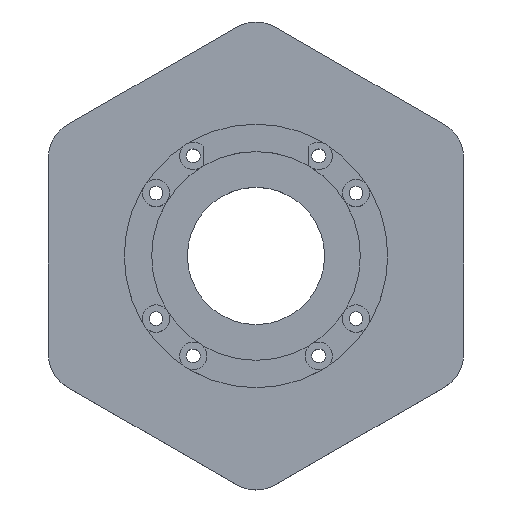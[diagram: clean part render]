
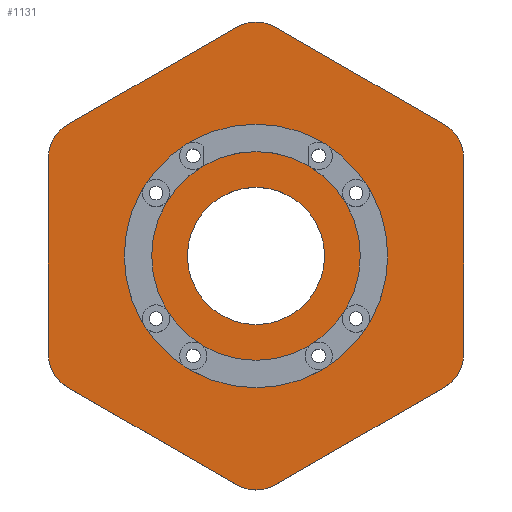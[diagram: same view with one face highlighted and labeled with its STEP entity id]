
A CAD part, top view. The second image highlights one B-rep face of the part: STEP entity #1131.
In plain terms, the highlighted planar face has unit normal (0, 0, 1).
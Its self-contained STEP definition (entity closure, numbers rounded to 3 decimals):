
#56=FACE_BOUND('',#228,.T.);
#57=FACE_BOUND('',#229,.T.);
#58=FACE_BOUND('',#230,.T.);
#59=FACE_BOUND('',#231,.T.);
#60=FACE_BOUND('',#232,.T.);
#61=FACE_BOUND('',#233,.T.);
#62=FACE_BOUND('',#234,.T.);
#63=FACE_BOUND('',#235,.T.);
#64=FACE_BOUND('',#236,.T.);
#106=PLANE('',#1265);
#149=FACE_OUTER_BOUND('',#227,.T.);
#227=EDGE_LOOP('',(#879,#880,#881,#882,#883,#884,#885,#886,#887,#888,#889,
#890));
#228=EDGE_LOOP('',(#891));
#229=EDGE_LOOP('',(#892));
#230=EDGE_LOOP('',(#893));
#231=EDGE_LOOP('',(#894));
#232=EDGE_LOOP('',(#895));
#233=EDGE_LOOP('',(#896));
#234=EDGE_LOOP('',(#897));
#235=EDGE_LOOP('',(#898));
#236=EDGE_LOOP('',(#899));
#321=LINE('',#1763,#386);
#330=LINE('',#1811,#395);
#332=LINE('',#1817,#397);
#335=LINE('',#1825,#400);
#338=LINE('',#1833,#403);
#349=LINE('',#1875,#414);
#386=VECTOR('',#1384,10.);
#395=VECTOR('',#1429,10.);
#397=VECTOR('',#1437,10.);
#400=VECTOR('',#1446,10.);
#403=VECTOR('',#1455,10.);
#414=VECTOR('',#1508,10.);
#447=CIRCLE('',#1214,10.);
#463=CIRCLE('',#1233,10.);
#464=CIRCLE('',#1236,10.);
#465=CIRCLE('',#1239,10.);
#466=CIRCLE('',#1242,10.);
#467=CIRCLE('',#1245,10.);
#468=CIRCLE('',#1247,3.5);
#469=CIRCLE('',#1249,3.5);
#470=CIRCLE('',#1251,3.5);
#471=CIRCLE('',#1253,3.5);
#472=CIRCLE('',#1255,3.5);
#473=CIRCLE('',#1257,3.5);
#474=CIRCLE('',#1259,3.5);
#475=CIRCLE('',#1261,3.5);
#476=CIRCLE('',#1263,17.5);
#529=VERTEX_POINT('',#1750);
#530=VERTEX_POINT('',#1751);
#534=VERTEX_POINT('',#1761);
#553=VERTEX_POINT('',#1803);
#554=VERTEX_POINT('',#1804);
#555=VERTEX_POINT('',#1809);
#556=VERTEX_POINT('',#1813);
#557=VERTEX_POINT('',#1819);
#558=VERTEX_POINT('',#1823);
#559=VERTEX_POINT('',#1827);
#560=VERTEX_POINT('',#1831);
#561=VERTEX_POINT('',#1835);
#562=VERTEX_POINT('',#1839);
#563=VERTEX_POINT('',#1843);
#564=VERTEX_POINT('',#1847);
#565=VERTEX_POINT('',#1851);
#566=VERTEX_POINT('',#1855);
#567=VERTEX_POINT('',#1859);
#568=VERTEX_POINT('',#1863);
#569=VERTEX_POINT('',#1867);
#570=VERTEX_POINT('',#1871);
#627=EDGE_CURVE('',#529,#530,#447,.T.);
#633=EDGE_CURVE('',#529,#534,#321,.T.);
#653=EDGE_CURVE('',#553,#554,#463,.T.);
#657=EDGE_CURVE('',#553,#555,#330,.T.);
#658=EDGE_CURVE('',#556,#555,#464,.T.);
#660=EDGE_CURVE('',#556,#530,#332,.T.);
#661=EDGE_CURVE('',#557,#534,#465,.T.);
#664=EDGE_CURVE('',#557,#558,#335,.T.);
#665=EDGE_CURVE('',#559,#558,#466,.T.);
#668=EDGE_CURVE('',#559,#560,#338,.T.);
#669=EDGE_CURVE('',#561,#560,#467,.T.);
#672=EDGE_CURVE('',#562,#562,#468,.T.);
#674=EDGE_CURVE('',#563,#563,#469,.T.);
#676=EDGE_CURVE('',#564,#564,#470,.T.);
#678=EDGE_CURVE('',#565,#565,#471,.T.);
#680=EDGE_CURVE('',#566,#566,#472,.T.);
#682=EDGE_CURVE('',#567,#567,#473,.T.);
#684=EDGE_CURVE('',#568,#568,#474,.T.);
#686=EDGE_CURVE('',#569,#569,#475,.T.);
#687=EDGE_CURVE('',#570,#570,#476,.T.);
#689=EDGE_CURVE('',#561,#554,#349,.T.);
#879=ORIENTED_EDGE('',*,*,#627,.F.);
#880=ORIENTED_EDGE('',*,*,#633,.T.);
#881=ORIENTED_EDGE('',*,*,#661,.F.);
#882=ORIENTED_EDGE('',*,*,#664,.T.);
#883=ORIENTED_EDGE('',*,*,#665,.F.);
#884=ORIENTED_EDGE('',*,*,#668,.T.);
#885=ORIENTED_EDGE('',*,*,#669,.F.);
#886=ORIENTED_EDGE('',*,*,#689,.T.);
#887=ORIENTED_EDGE('',*,*,#653,.F.);
#888=ORIENTED_EDGE('',*,*,#657,.T.);
#889=ORIENTED_EDGE('',*,*,#658,.F.);
#890=ORIENTED_EDGE('',*,*,#660,.T.);
#891=ORIENTED_EDGE('',*,*,#672,.T.);
#892=ORIENTED_EDGE('',*,*,#674,.T.);
#893=ORIENTED_EDGE('',*,*,#676,.T.);
#894=ORIENTED_EDGE('',*,*,#678,.T.);
#895=ORIENTED_EDGE('',*,*,#680,.T.);
#896=ORIENTED_EDGE('',*,*,#682,.T.);
#897=ORIENTED_EDGE('',*,*,#684,.T.);
#898=ORIENTED_EDGE('',*,*,#686,.T.);
#899=ORIENTED_EDGE('',*,*,#687,.T.);
#1131=ADVANCED_FACE('',(#149,#56,#57,#58,#59,#60,#61,#62,#63,#64),#106,
 .T.);
#1214=AXIS2_PLACEMENT_3D('',#1752,#1374,#1375);
#1233=AXIS2_PLACEMENT_3D('',#1805,#1422,#1423);
#1236=AXIS2_PLACEMENT_3D('',#1814,#1432,#1433);
#1239=AXIS2_PLACEMENT_3D('',#1820,#1440,#1441);
#1242=AXIS2_PLACEMENT_3D('',#1828,#1449,#1450);
#1245=AXIS2_PLACEMENT_3D('',#1836,#1458,#1459);
#1247=AXIS2_PLACEMENT_3D('',#1841,#1464,#1465);
#1249=AXIS2_PLACEMENT_3D('',#1845,#1469,#1470);
#1251=AXIS2_PLACEMENT_3D('',#1849,#1474,#1475);
#1253=AXIS2_PLACEMENT_3D('',#1853,#1479,#1480);
#1255=AXIS2_PLACEMENT_3D('',#1857,#1484,#1485);
#1257=AXIS2_PLACEMENT_3D('',#1861,#1489,#1490);
#1259=AXIS2_PLACEMENT_3D('',#1865,#1494,#1495);
#1261=AXIS2_PLACEMENT_3D('',#1869,#1499,#1500);
#1263=AXIS2_PLACEMENT_3D('',#1872,#1503,#1504);
#1265=AXIS2_PLACEMENT_3D('',#1876,#1509,#1510);
#1374=DIRECTION('center_axis',(0.,0.,-1.));
#1375=DIRECTION('ref_axis',(0.,1.,0.));
#1384=DIRECTION('',(-0.866,-0.5,0.));
#1422=DIRECTION('center_axis',(0.,0.,-1.));
#1423=DIRECTION('ref_axis',(0.866,-0.5,0.));
#1429=DIRECTION('',(0.,1.,0.));
#1432=DIRECTION('center_axis',(0.,0.,-1.));
#1433=DIRECTION('ref_axis',(0.866,0.5,0.));
#1437=DIRECTION('',(-0.866,0.5,0.));
#1440=DIRECTION('center_axis',(0.,0.,-1.));
#1441=DIRECTION('ref_axis',(-0.866,0.5,0.));
#1446=DIRECTION('',(0.,-1.,0.));
#1449=DIRECTION('center_axis',(0.,0.,-1.));
#1450=DIRECTION('ref_axis',(-0.866,-0.5,0.));
#1455=DIRECTION('',(0.866,-0.5,0.));
#1458=DIRECTION('center_axis',(0.,0.,-1.));
#1459=DIRECTION('ref_axis',(0.,-1.,0.));
#1464=DIRECTION('center_axis',(0.,0.,-1.));
#1465=DIRECTION('ref_axis',(1.,0.,0.));
#1469=DIRECTION('center_axis',(0.,0.,-1.));
#1470=DIRECTION('ref_axis',(1.,0.,0.));
#1474=DIRECTION('center_axis',(0.,0.,-1.));
#1475=DIRECTION('ref_axis',(1.,0.,0.));
#1479=DIRECTION('center_axis',(0.,0.,-1.));
#1480=DIRECTION('ref_axis',(1.,0.,0.));
#1484=DIRECTION('center_axis',(0.,0.,-1.));
#1485=DIRECTION('ref_axis',(1.,0.,0.));
#1489=DIRECTION('center_axis',(0.,0.,-1.));
#1490=DIRECTION('ref_axis',(1.,0.,0.));
#1494=DIRECTION('center_axis',(0.,0.,-1.));
#1495=DIRECTION('ref_axis',(1.,0.,0.));
#1499=DIRECTION('center_axis',(0.,0.,-1.));
#1500=DIRECTION('ref_axis',(1.,0.,0.));
#1503=DIRECTION('center_axis',(0.,0.,-1.));
#1504=DIRECTION('ref_axis',(1.,0.,0.));
#1508=DIRECTION('',(0.866,0.5,0.));
#1509=DIRECTION('center_axis',(0.,0.,1.));
#1510=DIRECTION('ref_axis',(1.,0.,0.));
#1750=CARTESIAN_POINT('',(-5.,58.312,8.));
#1751=CARTESIAN_POINT('',(5.,58.312,8.));
#1752=CARTESIAN_POINT('Origin',(0.,49.652,8.));
#1761=CARTESIAN_POINT('',(-48.,33.486,8.));
#1763=CARTESIAN_POINT('',(0.,61.199,8.));
#1803=CARTESIAN_POINT('',(53.,-24.826,8.));
#1804=CARTESIAN_POINT('',(48.,-33.486,8.));
#1805=CARTESIAN_POINT('Origin',(43.,-24.826,8.));
#1809=CARTESIAN_POINT('',(53.,24.826,8.));
#1811=CARTESIAN_POINT('',(53.,-30.6,8.));
#1813=CARTESIAN_POINT('',(48.,33.486,8.));
#1814=CARTESIAN_POINT('Origin',(43.,24.826,8.));
#1817=CARTESIAN_POINT('',(53.,30.6,8.));
#1819=CARTESIAN_POINT('',(-53.,24.826,8.));
#1820=CARTESIAN_POINT('Origin',(-43.,24.826,8.));
#1823=CARTESIAN_POINT('',(-53.,-24.826,8.));
#1825=CARTESIAN_POINT('',(-53.,30.6,8.));
#1827=CARTESIAN_POINT('',(-48.,-33.486,8.));
#1828=CARTESIAN_POINT('Origin',(-43.,-24.826,8.));
#1831=CARTESIAN_POINT('',(-5.,-58.312,8.));
#1833=CARTESIAN_POINT('',(-53.,-30.6,8.));
#1835=CARTESIAN_POINT('',(5.,-58.312,8.));
#1836=CARTESIAN_POINT('Origin',(0.,-49.652,
8.));
#1839=CARTESIAN_POINT('',(-19.5,-25.5,8.));
#1841=CARTESIAN_POINT('Origin',(-16.,-25.5,8.));
#1843=CARTESIAN_POINT('',(-29.,16.,8.));
#1845=CARTESIAN_POINT('Origin',(-25.5,16.,8.));
#1847=CARTESIAN_POINT('',(-19.5,25.5,8.));
#1849=CARTESIAN_POINT('Origin',(-16.,25.5,8.));
#1851=CARTESIAN_POINT('',(12.5,-25.5,8.));
#1853=CARTESIAN_POINT('Origin',(16.,-25.5,8.));
#1855=CARTESIAN_POINT('',(-29.,-16.,8.));
#1857=CARTESIAN_POINT('Origin',(-25.5,-16.,8.));
#1859=CARTESIAN_POINT('',(22.,16.,8.));
#1861=CARTESIAN_POINT('Origin',(25.5,16.,8.));
#1863=CARTESIAN_POINT('',(12.5,25.5,8.));
#1865=CARTESIAN_POINT('Origin',(16.,25.5,8.));
#1867=CARTESIAN_POINT('',(22.,-16.,8.));
#1869=CARTESIAN_POINT('Origin',(25.5,-16.,8.));
#1871=CARTESIAN_POINT('',(-17.5,0.,8.));
#1872=CARTESIAN_POINT('Origin',(0.,0.,8.));
#1875=CARTESIAN_POINT('',(0.,-61.199,8.));
#1876=CARTESIAN_POINT('Origin',(0.,0.,8.));
